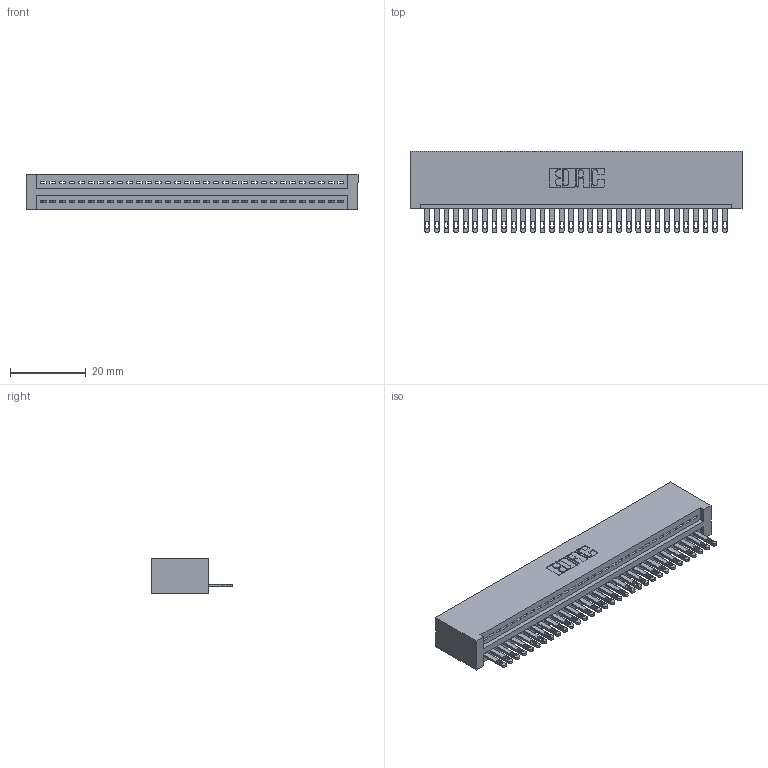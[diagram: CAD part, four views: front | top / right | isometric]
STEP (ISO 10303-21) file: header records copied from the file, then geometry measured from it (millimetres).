
FILE_DESCRIPTION (( 'STEP AP203' ), '1' );
FILE_NAME ('345-032-500-101.STEP', '2018-08-23T12:15:07', ( '' ), ( '' ), 'SwSTEP 2.0', 'SolidWorks 2016', '' );
FILE_SCHEMA (( 'CONFIG_CONTROL_DESIGN' ));
Length unit declared in the file: inch
Products named in the file (3): 345 Part_No Mounting Lugs; 345-292-001_345-293-100; 345-032-500-101
Assembly tree (33 placements, depth 2):
  345-032-500-101
    345 Part_No Mounting Lugs
    345-292-001_345-293-100  x32
Bounding box: 87.88 x 21.51 x 9.4 mm (x, y, z)
Volume: 8869.6 mm3; surface area: 11912.9 mm2
Topology: 33 solids, 33 shells, 1846 faces, 5693 edges, 3794 vertices
Faces by surface type: plane 1164, cylinder 682
Entity records: 25083 total; most frequent: CARTESIAN_POINT 4352, ORIENTED_EDGE 4318, DIRECTION 3811, EDGE_CURVE 2159, LINE 1903, VECTOR 1903, VERTEX_POINT 1438, AXIS2_PLACEMENT_3D 954
